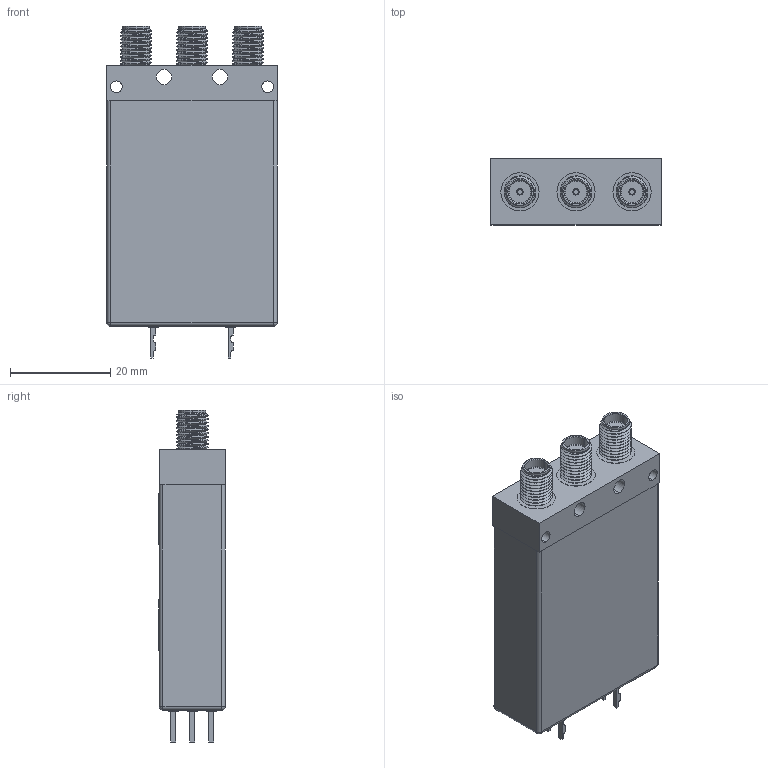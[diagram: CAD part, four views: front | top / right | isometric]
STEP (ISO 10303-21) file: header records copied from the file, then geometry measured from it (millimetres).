
FILE_DESCRIPTION (( 'STEP AP214' ), '1' );
FILE_NAME ('FMSW6422_3D.step', '2025-10-14T16:18:14', ( '' ), ( '' ), 'SwSTEP 2.0', 'SolidWorks 2025', '' );
FILE_SCHEMA (( 'AUTOMOTIVE_DESIGN' ));
Length unit declared in the file: inch
Products named in the file (1): FMSW6422_3D
Bounding box: 34.04 x 13.31 x 66.24 mm (x, y, z)
Volume: 23644.7 mm3; surface area: 8015 mm2
Topology: 3 solids, 3 shells, 627 faces, 1655 edges, 1086 vertices
Faces by surface type: plane 361, cylinder 138, bspline 97, cone 27, sphere 4
Entity records: 26137 total; most frequent: CARTESIAN_POINT 11474, ORIENTED_EDGE 3302, DIRECTION 2561, EDGE_CURVE 1651, VECTOR 1139, LINE 1139, VERTEX_POINT 1086, AXIS2_PLACEMENT_3D 711
